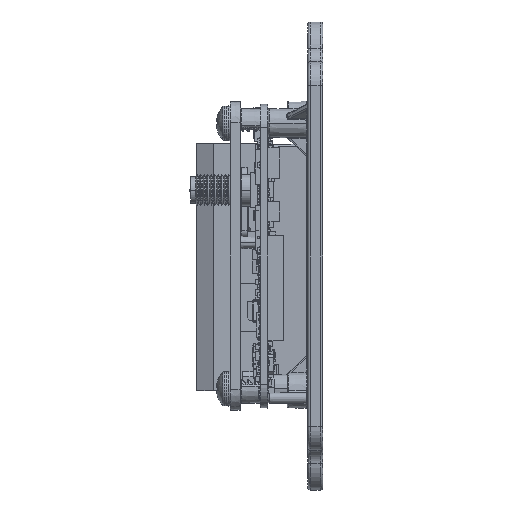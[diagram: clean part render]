
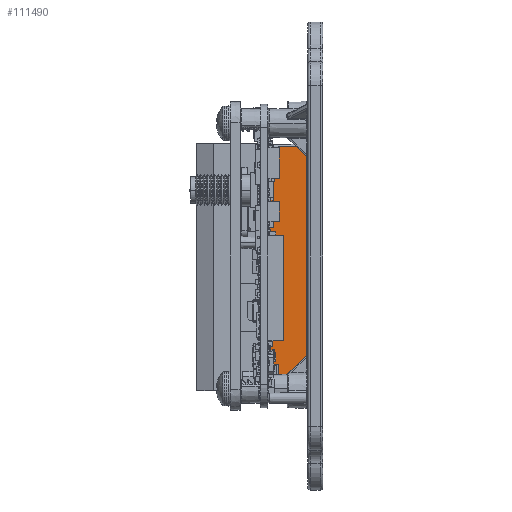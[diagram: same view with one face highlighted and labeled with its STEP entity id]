
A CAD part, left-side view. The second image highlights one B-rep face of the part: STEP entity #111490.
In plain terms, the highlighted planar face has unit normal (-1, 0.018, 0).
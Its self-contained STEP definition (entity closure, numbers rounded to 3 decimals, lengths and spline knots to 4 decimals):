
#2361=DIRECTION('',(0.,0.,1.));
#2362=VECTOR('',#2361,1.8954);
#2363=CARTESIAN_POINT('',(0.9716,0.5199,
-1.0363));
#2364=LINE('',#2363,#2362);
#2365=DIRECTION('',(0.017,1.,-0.017));
#2366=VECTOR('',#2365,0.3903);
#2367=CARTESIAN_POINT('',(0.9648,0.1297,
0.8659));
#2368=LINE('',#2367,#2366);
#2369=DIRECTION('',(0.,0.,1.));
#2370=VECTOR('',#2369,1.9091);
#2371=CARTESIAN_POINT('',(0.9648,0.1297,
-1.0431));
#2372=LINE('',#2371,#2370);
#2373=DIRECTION('',(-0.017,-1.,-0.017));
#2374=VECTOR('',#2373,0.3903);
#2375=CARTESIAN_POINT('',(0.9716,0.5199,
-1.0363));
#2376=LINE('',#2375,#2374);
#2410=CARTESIAN_POINT('',(0.9716,0.5199,
-1.0363));
#87547=CARTESIAN_POINT('',(0.9648,0.1297,
-1.0431));
#87548=CARTESIAN_POINT('',(0.9648,0.1297,
0.8659));
#87549=VERTEX_POINT('',#87547);
#87550=VERTEX_POINT('',#87548);
#87684=VERTEX_POINT('',#2410);
#87687=CARTESIAN_POINT('',(0.9716,0.5199,
0.8591));
#87688=VERTEX_POINT('',#87687);
#111478=CARTESIAN_POINT('',(0.9646,0.1181,
-1.1537));
#111479=DIRECTION('',(-1.,0.017,0.));
#111480=DIRECTION('',(0.,0.,1.));
#111481=AXIS2_PLACEMENT_3D('',#111478,#111479,#111480);
#111482=PLANE('',#111481);
#111483=ORIENTED_EDGE('',*,*,#111471,.T.);
#111484=ORIENTED_EDGE('',*,*,#111394,.F.);
#111485=ORIENTED_EDGE('',*,*,#110855,.F.);
#111487=ORIENTED_EDGE('',*,*,#111486,.F.);
#111488=EDGE_LOOP('',(#111483,#111484,#111485,#111487));
#111489=FACE_OUTER_BOUND('',#111488,.F.);
#111490=ADVANCED_FACE('',(#111489),#111482,.T.);
#110855=EDGE_CURVE('',#87549,#87550,#2372,.T.);
#111394=EDGE_CURVE('',#87550,#87688,#2368,.T.);
#111471=EDGE_CURVE('',#87684,#87688,#2364,.T.);
#111486=EDGE_CURVE('',#87684,#87549,#2376,.T.);
